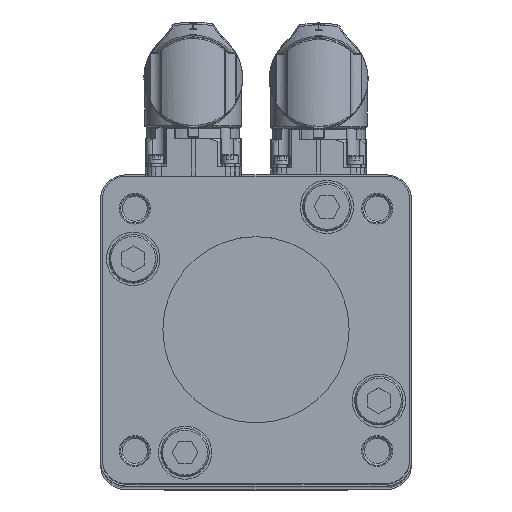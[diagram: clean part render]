
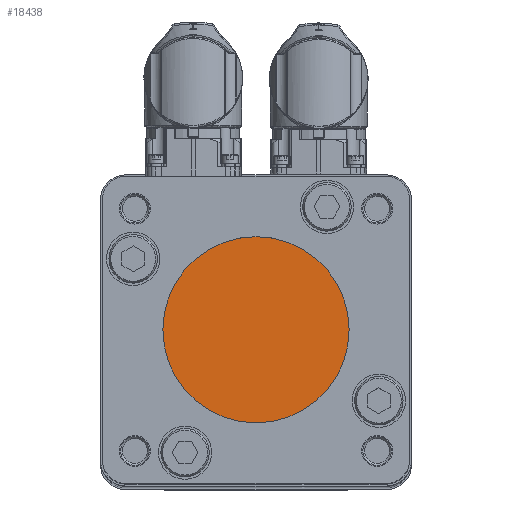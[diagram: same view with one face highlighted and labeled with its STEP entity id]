
A CAD part, top view. The second image highlights one B-rep face of the part: STEP entity #18438.
In plain terms, the highlighted planar face has unit normal (0, 0, 1).
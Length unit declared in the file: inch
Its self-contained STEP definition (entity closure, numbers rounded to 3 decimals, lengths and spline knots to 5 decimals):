
#1493 = ORIENTED_EDGE ( 'NONE', *, *, #3968, .T. ) ;
#2321 = PLANE ( 'NONE',  #19453 ) ;
#3968 = EDGE_CURVE ( 'NONE', #40122, #40122, #68486, .T. ) ;
#7944 = FACE_OUTER_BOUND ( 'NONE', #30381, .T. ) ;
#9388 = DIRECTION ( 'NONE',  ( 0., 0., 1. ) ) ;
#18438 = ADVANCED_FACE ( 'NONE', ( #7944 ), #2321, .T. ) ;
#19453 = AXIS2_PLACEMENT_3D ( 'NONE', #70905, #71275, #52942 ) ;
#24196 = AXIS2_PLACEMENT_3D ( 'NONE', #60756, #9388, #30512 ) ;
#30381 = EDGE_LOOP ( 'NONE', ( #1493 ) ) ;
#30512 = DIRECTION ( 'NONE',  ( 1., 0., 0. ) ) ;
#40122 = VERTEX_POINT ( 'NONE', #43430 ) ;
#43430 = CARTESIAN_POINT ( 'NONE',  ( 0.98425, 0., 6.012 ) ) ;
#52942 = DIRECTION ( 'NONE',  ( 1., 0., 0. ) ) ;
#60756 = CARTESIAN_POINT ( 'NONE',  ( 0., 0., 6.012 ) ) ;
#68486 = CIRCLE ( 'NONE', #24196, 0.98425 ) ;
#70905 = CARTESIAN_POINT ( 'NONE',  ( 0., 0., 6.012 ) ) ;
#71275 = DIRECTION ( 'NONE',  ( 0., 0., 1. ) ) ;
